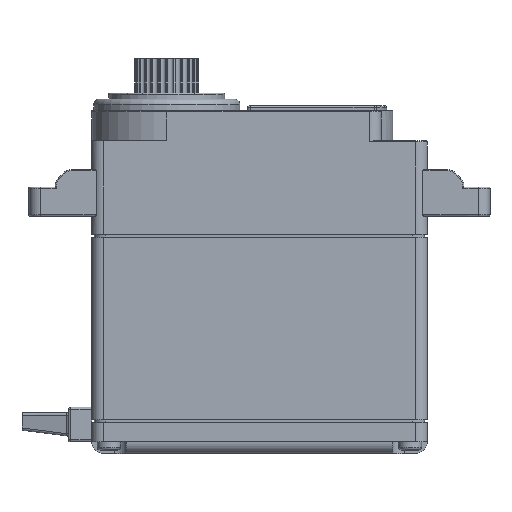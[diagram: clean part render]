
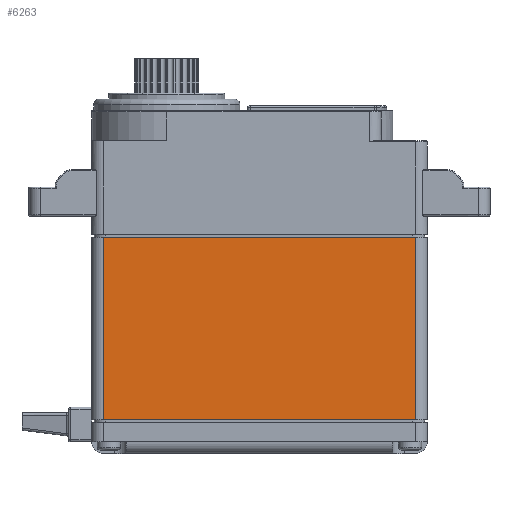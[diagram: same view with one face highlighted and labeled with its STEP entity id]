
A CAD part, left-side view. The second image highlights one B-rep face of the part: STEP entity #6263.
In plain terms, the highlighted planar face has unit normal (-1, 0, 0).
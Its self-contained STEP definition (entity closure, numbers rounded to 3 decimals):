
#570=DIRECTION('',(0.,0.,-1.));
#571=VECTOR('',#570,15.75);
#572=CARTESIAN_POINT('',(-6.5,5.5,-11.325));
#573=LINE('',#572,#571);
#574=DIRECTION('',(0.,1.,0.));
#575=VECTOR('',#574,27.);
#576=CARTESIAN_POINT('',(-6.5,-21.5,-11.325));
#577=LINE('',#576,#575);
#578=DIRECTION('',(0.,0.,-1.));
#579=VECTOR('',#578,15.75);
#580=CARTESIAN_POINT('',(-6.5,-21.5,-11.325));
#581=LINE('',#580,#579);
#582=DIRECTION('',(0.,1.,0.));
#583=VECTOR('',#582,27.);
#584=CARTESIAN_POINT('',(-6.5,-21.5,-27.075));
#585=LINE('',#584,#583);
#4749=CARTESIAN_POINT('',(-6.5,5.5,-11.325));
#4750=CARTESIAN_POINT('',(-6.5,5.5,-27.075));
#4751=VERTEX_POINT('',#4749);
#4752=VERTEX_POINT('',#4750);
#4805=CARTESIAN_POINT('',(-6.5,-21.5,-11.325));
#4806=CARTESIAN_POINT('',(-6.5,-21.5,-27.075));
#4807=VERTEX_POINT('',#4805);
#4808=VERTEX_POINT('',#4806);
#6250=CARTESIAN_POINT('',(-6.5,6.5,0.));
#6251=DIRECTION('',(-1.,0.,0.));
#6252=DIRECTION('',(0.,-1.,0.));
#6253=AXIS2_PLACEMENT_3D('',#6250,#6251,#6252);
#6254=PLANE('',#6253);
#6256=ORIENTED_EDGE('',*,*,#6255,.F.);
#6258=ORIENTED_EDGE('',*,*,#6257,.F.);
#6259=ORIENTED_EDGE('',*,*,#6241,.T.);
#6260=ORIENTED_EDGE('',*,*,#6212,.T.);
#6261=EDGE_LOOP('',(#6256,#6258,#6259,#6260));
#6262=FACE_OUTER_BOUND('',#6261,.F.);
#6212=EDGE_CURVE('',#4808,#4752,#585,.T.);
#6241=EDGE_CURVE('',#4807,#4808,#581,.T.);
#6255=EDGE_CURVE('',#4751,#4752,#573,.T.);
#6257=EDGE_CURVE('',#4807,#4751,#577,.T.);
#6263=ADVANCED_FACE('',(#6262),#6254,.T.);
